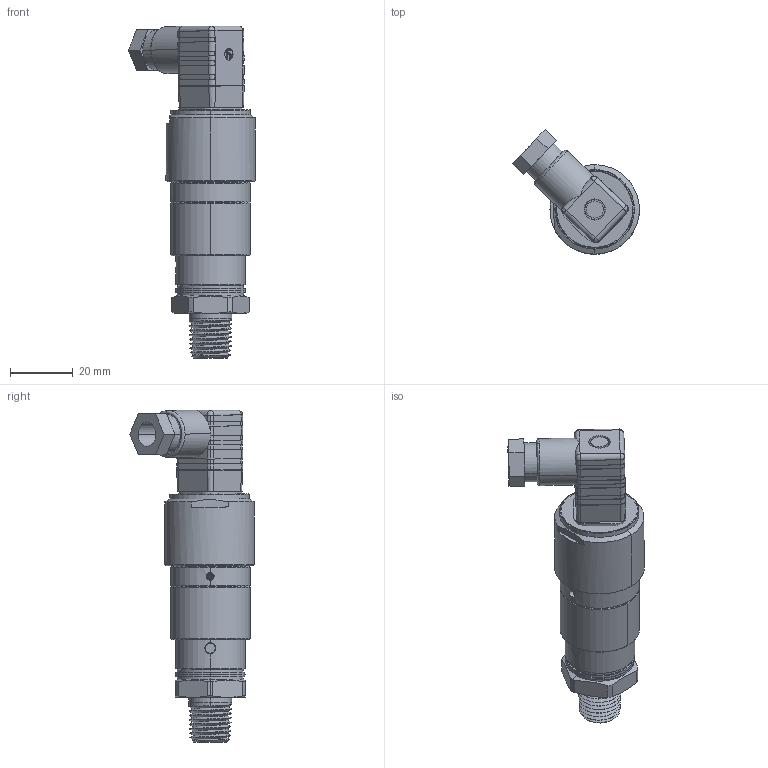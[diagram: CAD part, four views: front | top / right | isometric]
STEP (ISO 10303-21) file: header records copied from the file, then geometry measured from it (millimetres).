
FILE_DESCRIPTION (( 'STEP AP214' ), '1' );
FILE_NAME ('MPS25-1C-D100D.STEP', '2019-03-06T14:58:42', ( '' ), ( '' ), 'SwSTEP 2.0', 'SolidWorks 2017', '' );
FILE_SCHEMA (( 'AUTOMOTIVE_DESIGN' ));
Length unit declared in the file: millimetre
Products named in the file (1): MPS25-1C-D100D
Bounding box: 40.55 x 39.76 x 105.97 mm (x, y, z)
Volume: 30307.5 mm3; surface area: 25295.7 mm2
Topology: 11 solids, 11 shells, 1424 faces, 3788 edges, 2481 vertices
Faces by surface type: plane 608, cylinder 448, bspline 204, cone 164
Entity records: 66197 total; most frequent: CARTESIAN_POINT 27053, ORIENTED_EDGE 7548, DIRECTION 6101, EDGE_CURVE 3774, VERTEX_POINT 2481, AXIS2_PLACEMENT_3D 2040, VECTOR 2021, LINE 2021
